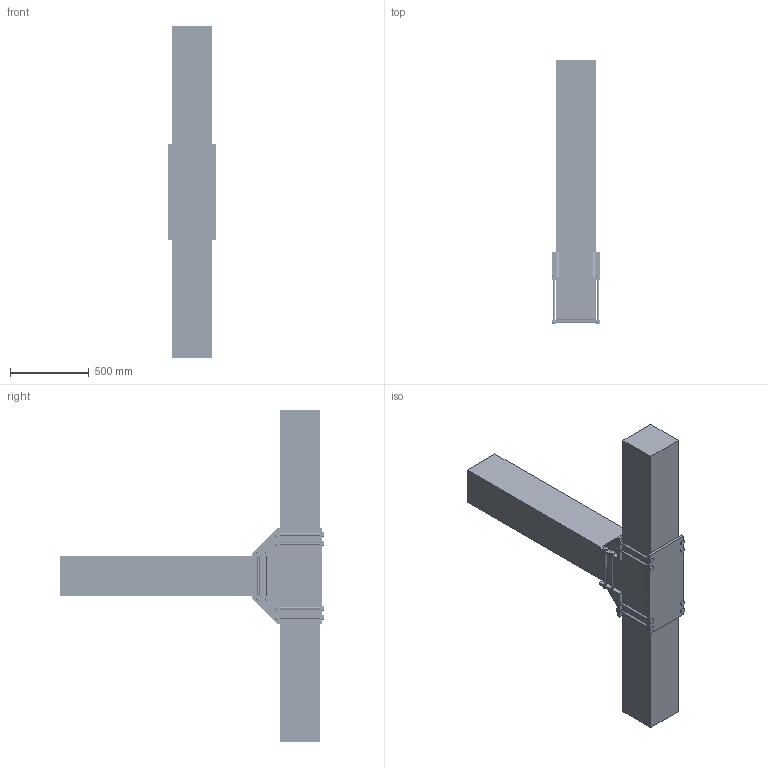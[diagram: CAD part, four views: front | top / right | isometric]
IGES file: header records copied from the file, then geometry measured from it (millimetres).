
Start section: START RECORD GO HERE.
Global section: file name: 180 ANGLE.igs; native system: DASSAULT SYSTEMES CATIA V5 R20 - www.3ds.com; preprocessor: CATIA Version 5 Release 20 ; author: ABC-009-PC; organization: ABC-010-PC; date: 20180221.193250; units: millimetre
Bounding box: 310 x 1678 x 2110 mm (x, y, z)
Surface area: 7306724.8 mm2 (no closed solid volume)
Topology: 0 solids, 0 shells, 1564 faces, 11078 edges, 11078 vertices
Faces by surface type: revolution 1150, plane 286, bspline 128
